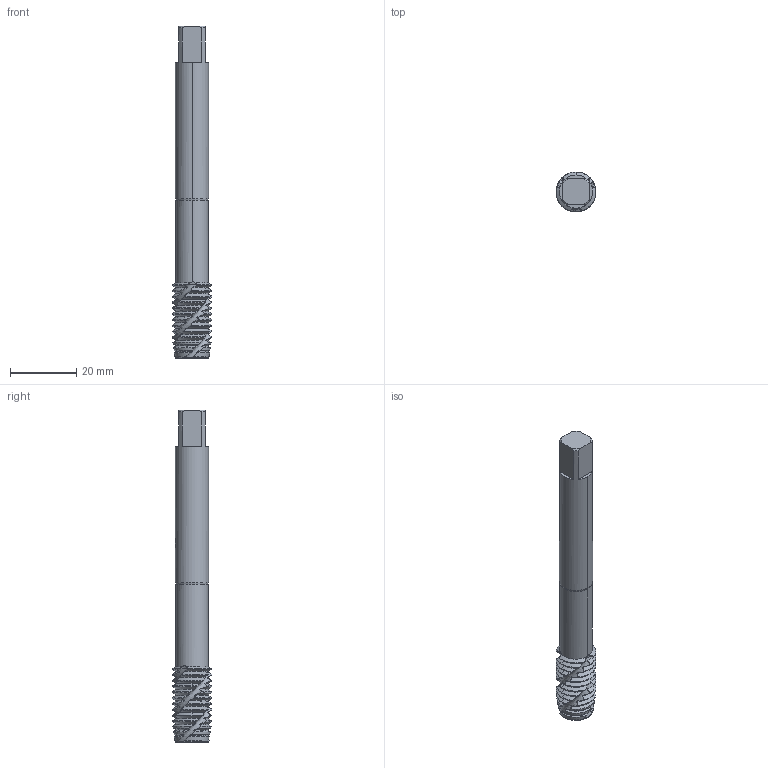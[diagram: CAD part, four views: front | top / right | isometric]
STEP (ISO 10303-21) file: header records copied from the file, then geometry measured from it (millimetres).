
FILE_DESCRIPTION(('no description'),'unknown implementation level');
FILE_NAME('solid1cB1O5QnPk2fbXtX_LFu6cAc5iM_1.STP',' ',('CIM GmbH Aachen'),('CADClick - KiM GmbH - www.kimweb.de'),'unknown preprocess','ACIS','unknown authorization');
FILE_SCHEMA(('automotive_design'));
Length unit declared in the file: millimetre
Products named in the file (2): 1; 2
Bounding box: 12 x 12 x 100 mm (x, y, z)
Volume: 7811.7 mm3; surface area: 5082.8 mm2
Topology: 2 solids, 2 shells, 299 faces, 842 edges, 545 vertices
Faces by surface type: cone 149, cylinder 124, plane 17, bspline 6, revolution 3
Entity records: 24664 total; most frequent: CARTESIAN_POINT 8043, STYLED_ITEM 1686, PRESENTATION_STYLE_ASSIGNMENT 1686, COLOUR_RGB 1686, ORIENTED_EDGE 1680, DIRECTION 1390, EDGE_CURVE 840, CURVE_STYLE 840
